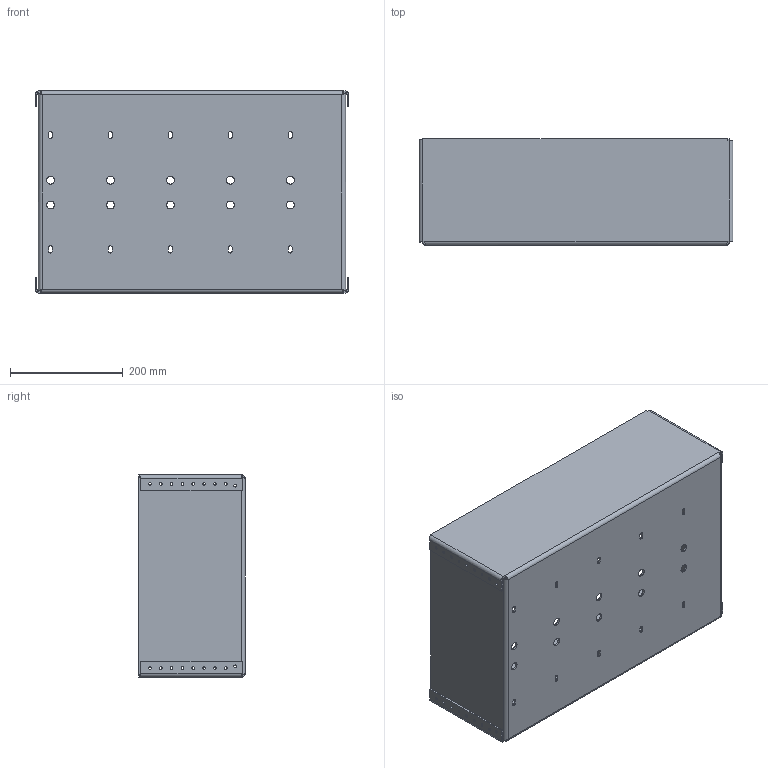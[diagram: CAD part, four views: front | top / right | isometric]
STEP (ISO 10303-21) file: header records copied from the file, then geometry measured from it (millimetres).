
FILE_DESCRIPTION (( 'STEP AP203' ), '1' );
FILE_NAME ('Accumulator_Container_OnePieceSCS.STEP', '2024-12-08T00:25:35', ( '' ), ( '' ), 'SwSTEP 2.0', 'SolidWorks 2024', '' );
FILE_SCHEMA (( 'CONFIG_CONTROL_DESIGN' ));
Length unit declared in the file: inch
Products named in the file (1): Accumulator_Container_OnePieceSCS
Bounding box: 556 x 188.2 x 358.38 mm (x, y, z)
Volume: 1710223.2 mm3; surface area: 1095509.5 mm2
Topology: 1 solids, 1 shells, 344 faces, 962 edges, 620 vertices
Faces by surface type: cylinder 240, plane 94, bspline 10
Entity records: 12357 total; most frequent: CARTESIAN_POINT 2673, DIRECTION 2072, ORIENTED_EDGE 1924, EDGE_CURVE 962, AXIS2_PLACEMENT_3D 795, VERTEX_POINT 620, EDGE_LOOP 548, LINE 482
